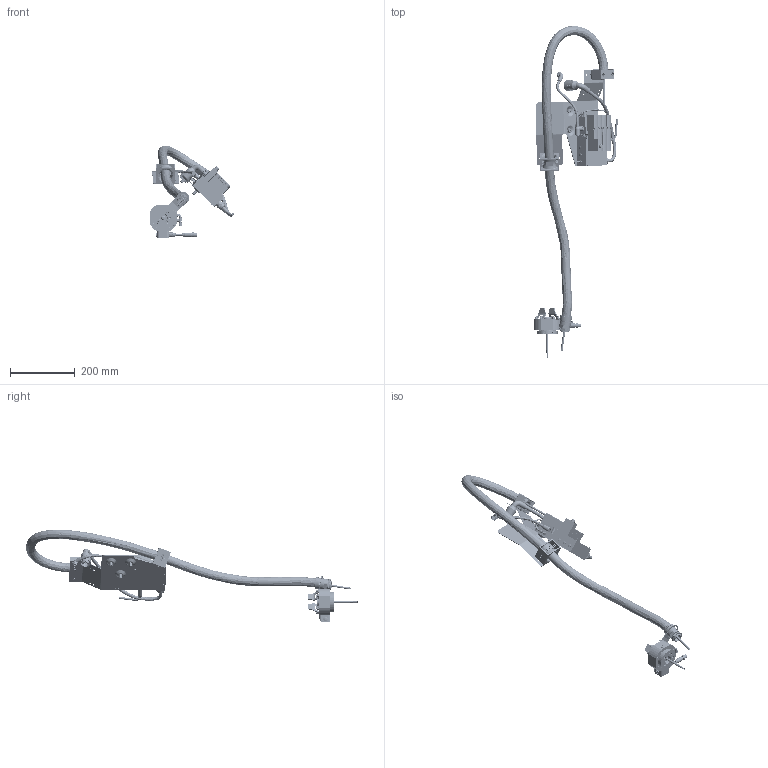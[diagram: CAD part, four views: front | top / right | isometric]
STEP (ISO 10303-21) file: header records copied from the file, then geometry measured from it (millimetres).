
FILE_DESCRIPTION (( 'STEP AP203' ), '1' );
FILE_NAME ('TS102-204.STEP', '2019-11-19T15:06:40', ( '' ), ( '' ), 'SwSTEP 2.0', 'SolidWorks 2017', '' );
FILE_SCHEMA (( 'CONFIG_CONTROL_DESIGN' ));
Products named in the file (1): TS102-204
Bounding box: 259.5 x 1024.68 x 285.98 mm (x, y, z)
Volume: 1744113.9 mm3; surface area: 739185 mm2
Topology: 140 solids, 158 shells, 5068 faces, 11935 edges, 7562 vertices
Faces by surface type: plane 1927, cylinder 1738, bspline 639, cone 390, torus 328, sphere 46
Entity records: 189938 total; most frequent: CARTESIAN_POINT 74586, DIRECTION 23885, ORIENTED_EDGE 23722, EDGE_CURVE 11861, AXIS2_PLACEMENT_3D 9209, VERTEX_POINT 7562, EDGE_LOOP 5787, LINE 5467
